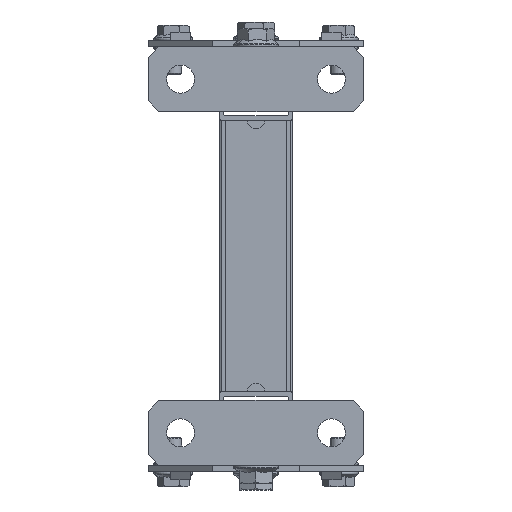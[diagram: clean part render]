
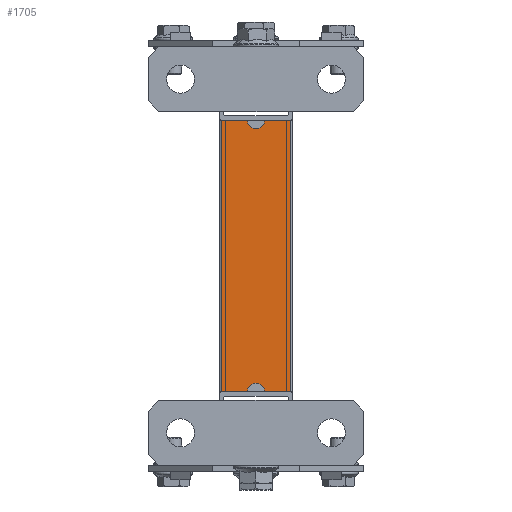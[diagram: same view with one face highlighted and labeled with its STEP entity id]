
A CAD part, front view. The second image highlights one B-rep face of the part: STEP entity #1705.
In plain terms, the highlighted face is planar.
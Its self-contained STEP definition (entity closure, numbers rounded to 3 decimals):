
#15 = VERTEX_POINT ( 'NONE', #6001 ) ;
#52 = VERTEX_POINT ( 'NONE', #7850 ) ;
#98 = CARTESIAN_POINT ( 'NONE',  ( 16., 0., 17. ) ) ;
#188 = EDGE_CURVE ( 'NONE', #3854, #15, #5616, .T. ) ;
#503 = DIRECTION ( 'NONE',  ( -1., 0., 0. ) ) ;
#867 = DIRECTION ( 'NONE',  ( 0., 0., 1. ) ) ;
#925 = ORIENTED_EDGE ( 'NONE', *, *, #2960, .F. ) ;
#1387 = DIRECTION ( 'NONE',  ( 0., -1., 0. ) ) ;
#1555 = VECTOR ( 'NONE', #3995, 1000. ) ;
#1582 = CARTESIAN_POINT ( 'NONE',  ( -17., 126., 17. ) ) ;
#1705 = ADVANCED_FACE ( 'NONE', ( #10193 ), #7952, .F. ) ;
#1824 = ORIENTED_EDGE ( 'NONE', *, *, #2092, .F. ) ;
#2033 = EDGE_CURVE ( 'NONE', #52, #7359, #7357, .T. ) ;
#2092 = EDGE_CURVE ( 'NONE', #3895, #15, #2394, .T. ) ;
#2394 = CIRCLE ( 'NONE', #8211, 4. ) ;
#2640 = AXIS2_PLACEMENT_3D ( 'NONE', #7090, #9547, #503 ) ;
#2960 = EDGE_CURVE ( 'NONE', #9336, #3289, #5108, .T. ) ;
#3163 = CARTESIAN_POINT ( 'NONE',  ( 16., 126., 17. ) ) ;
#3262 = DIRECTION ( 'NONE',  ( 1., 0., 0. ) ) ;
#3289 = VERTEX_POINT ( 'NONE', #5455 ) ;
#3303 = DIRECTION ( 'NONE',  ( 1., 0., 0. ) ) ;
#3644 = DIRECTION ( 'NONE',  ( 1., 0., 0. ) ) ;
#3828 = VECTOR ( 'NONE', #9043, 1000. ) ;
#3854 = VERTEX_POINT ( 'NONE', #4552 ) ;
#3895 = VERTEX_POINT ( 'NONE', #10404 ) ;
#3928 = CARTESIAN_POINT ( 'NONE',  ( -17., 0., 17. ) ) ;
#3995 = DIRECTION ( 'NONE',  ( 0., 1., 0. ) ) ;
#4047 = CARTESIAN_POINT ( 'NONE',  ( -17., 126., 17. ) ) ;
#4552 = CARTESIAN_POINT ( 'NONE',  ( -16., 0., 17. ) ) ;
#4802 = AXIS2_PLACEMENT_3D ( 'NONE', #5900, #5371, #3644 ) ;
#5108 = LINE ( 'NONE', #1582, #6940 ) ;
#5371 = DIRECTION ( 'NONE',  ( 0., 0., 1. ) ) ;
#5455 = CARTESIAN_POINT ( 'NONE',  ( -4., 126., 17. ) ) ;
#5616 = LINE ( 'NONE', #8236, #9746 ) ;
#5900 = CARTESIAN_POINT ( 'NONE',  ( 0., 126., 17. ) ) ;
#6001 = CARTESIAN_POINT ( 'NONE',  ( -4., 0., 17. ) ) ;
#6278 = VECTOR ( 'NONE', #1387, 1000. ) ;
#6570 = CARTESIAN_POINT ( 'NONE',  ( 0., 0., 17. ) ) ;
#6940 = VECTOR ( 'NONE', #9819, 1000. ) ;
#7090 = CARTESIAN_POINT ( 'NONE',  ( -17., 126., 17. ) ) ;
#7167 = EDGE_CURVE ( 'NONE', #9336, #3854, #10532, .T. ) ;
#7357 = LINE ( 'NONE', #4047, #3828 ) ;
#7359 = VERTEX_POINT ( 'NONE', #3163 ) ;
#7368 = EDGE_LOOP ( 'NONE', ( #9159, #1824, #7589, #8754, #8771, #8507, #925, #8097 ) ) ;
#7589 = ORIENTED_EDGE ( 'NONE', *, *, #8857, .T. ) ;
#7655 = VECTOR ( 'NONE', #3303, 1000. ) ;
#7762 = EDGE_CURVE ( 'NONE', #9543, #7359, #8451, .T. ) ;
#7850 = CARTESIAN_POINT ( 'NONE',  ( 4., 126., 17. ) ) ;
#7952 = PLANE ( 'NONE',  #2640 ) ;
#7962 = CARTESIAN_POINT ( 'NONE',  ( -16., 126., 17. ) ) ;
#8097 = ORIENTED_EDGE ( 'NONE', *, *, #7167, .T. ) ;
#8211 = AXIS2_PLACEMENT_3D ( 'NONE', #6570, #867, #10128 ) ;
#8236 = CARTESIAN_POINT ( 'NONE',  ( -17., 0., 17. ) ) ;
#8427 = LINE ( 'NONE', #3928, #7655 ) ;
#8451 = LINE ( 'NONE', #8951, #1555 ) ;
#8507 = ORIENTED_EDGE ( 'NONE', *, *, #8527, .F. ) ;
#8527 = EDGE_CURVE ( 'NONE', #3289, #52, #10761, .T. ) ;
#8754 = ORIENTED_EDGE ( 'NONE', *, *, #7762, .T. ) ;
#8771 = ORIENTED_EDGE ( 'NONE', *, *, #2033, .F. ) ;
#8823 = CARTESIAN_POINT ( 'NONE',  ( -16., 126., 17. ) ) ;
#8857 = EDGE_CURVE ( 'NONE', #3895, #9543, #8427, .T. ) ;
#8951 = CARTESIAN_POINT ( 'NONE',  ( 16., 126., 17. ) ) ;
#9043 = DIRECTION ( 'NONE',  ( 1., 0., 0. ) ) ;
#9159 = ORIENTED_EDGE ( 'NONE', *, *, #188, .T. ) ;
#9336 = VERTEX_POINT ( 'NONE', #7962 ) ;
#9543 = VERTEX_POINT ( 'NONE', #98 ) ;
#9547 = DIRECTION ( 'NONE',  ( 0., 0., -1. ) ) ;
#9746 = VECTOR ( 'NONE', #3262, 1000. ) ;
#9819 = DIRECTION ( 'NONE',  ( 1., 0., 0. ) ) ;
#10128 = DIRECTION ( 'NONE',  ( 1., 0., 0. ) ) ;
#10193 = FACE_OUTER_BOUND ( 'NONE', #7368, .T. ) ;
#10404 = CARTESIAN_POINT ( 'NONE',  ( 4., 0., 17. ) ) ;
#10532 = LINE ( 'NONE', #8823, #6278 ) ;
#10761 = CIRCLE ( 'NONE', #4802, 4. ) ;
